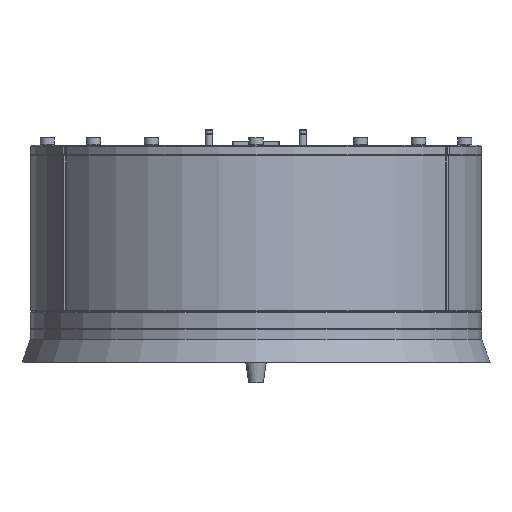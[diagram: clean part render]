
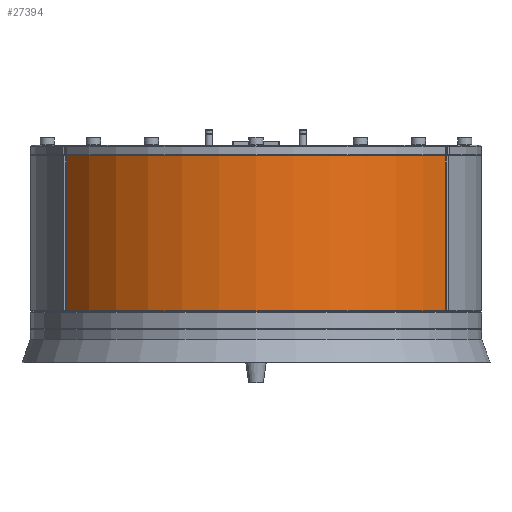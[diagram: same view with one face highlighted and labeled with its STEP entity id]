
A CAD part, front view. The second image highlights one B-rep face of the part: STEP entity #27394.
In plain terms, the highlighted cylindrical face has radius 86.5 mm (diameter 173 mm), a partial arc.
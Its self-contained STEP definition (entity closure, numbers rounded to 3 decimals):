
#2361=CYLINDRICAL_SURFACE('',#29748,86.5);
#2983=CIRCLE('',#29739,86.5);
#2988=CIRCLE('',#29749,86.5);
#4229=FACE_OUTER_BOUND('',#5961,.T.);
#5961=EDGE_LOOP('',(#20190,#20191,#20192,#20193));
#7814=LINE('',#40687,#9830);
#7815=LINE('',#40690,#9831);
#9830=VECTOR('',#33484,10.);
#9831=VECTOR('',#33487,10.);
#11927=VERTEX_POINT('',#40645);
#11931=VERTEX_POINT('',#40655);
#11938=VERTEX_POINT('',#40686);
#11939=VERTEX_POINT('',#40688);
#14962=EDGE_CURVE('',#11931,#11927,#2983,.T.);
#14974=EDGE_CURVE('',#11938,#11931,#7814,.T.);
#14975=EDGE_CURVE('',#11939,#11938,#2988,.T.);
#14976=EDGE_CURVE('',#11927,#11939,#7815,.T.);
#20190=ORIENTED_EDGE('',*,*,#14962,.F.);
#20191=ORIENTED_EDGE('',*,*,#14974,.F.);
#20192=ORIENTED_EDGE('',*,*,#14975,.F.);
#20193=ORIENTED_EDGE('',*,*,#14976,.F.);
#27394=ADVANCED_FACE('',(#4229),#2361,.T.);
#29739=AXIS2_PLACEMENT_3D('',#40657,#33459,#33460);
#29748=AXIS2_PLACEMENT_3D('',#40685,#33482,#33483);
#29749=AXIS2_PLACEMENT_3D('',#40689,#33485,#33486);
#33459=DIRECTION('center_axis',(0.,0.,1.));
#33460=DIRECTION('ref_axis',(-1.,0.,0.));
#33482=DIRECTION('center_axis',(0.,0.,1.));
#33483=DIRECTION('ref_axis',(-1.,0.,0.));
#33484=DIRECTION('',(0.,0.,1.));
#33485=DIRECTION('center_axis',(0.,0.,-1.));
#33486=DIRECTION('ref_axis',(-1.,0.,0.));
#33487=DIRECTION('',(0.,0.,-1.));
#40645=CARTESIAN_POINT('',(72.785,-46.74,70.3));
#40655=CARTESIAN_POINT('',(-72.785,-46.74,70.3));
#40657=CARTESIAN_POINT('Origin',(0.,0.,70.3));
#40685=CARTESIAN_POINT('Origin',(0.,0.,10.5));
#40686=CARTESIAN_POINT('',(-72.785,-46.74,10.9));
#40687=CARTESIAN_POINT('',(-72.785,-46.74,10.5));
#40688=CARTESIAN_POINT('',(72.785,-46.74,10.9));
#40689=CARTESIAN_POINT('Origin',(0.,0.,10.9));
#40690=CARTESIAN_POINT('',(72.785,-46.74,10.5));
